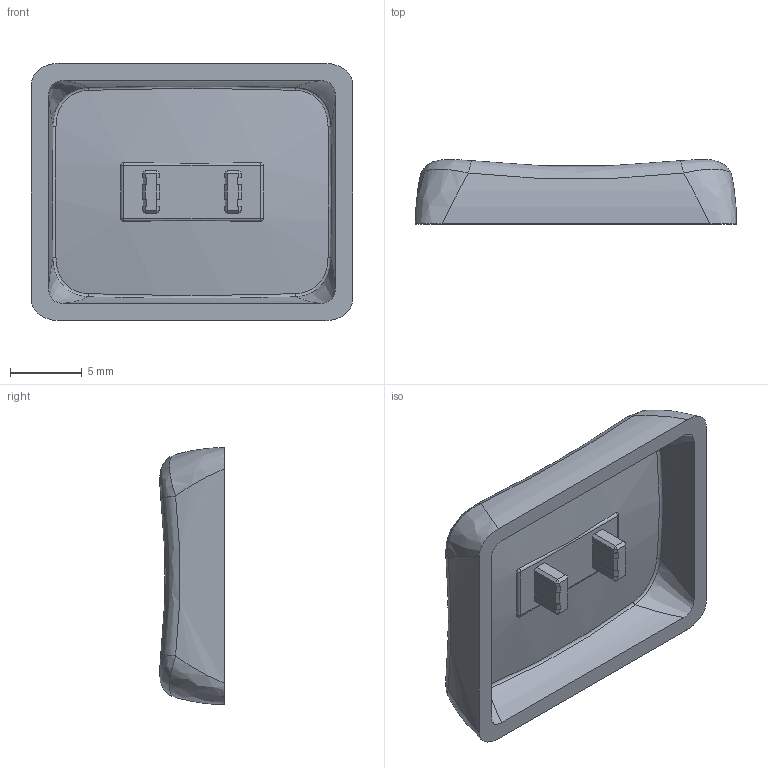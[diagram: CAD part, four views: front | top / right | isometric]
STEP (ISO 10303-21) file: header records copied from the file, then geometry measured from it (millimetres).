
FILE_DESCRIPTION(/* description */ (''),/* implementation_level */ '2;1');
FILE_NAME(/* name */ '1_25u.step',/* time_stamp */ '2022-10-28T15:27:15+03:00',/* author */ (''),/* organization */ (''),/* preprocessor_version */ 'ST-DEVELOPER v19.2',/* originating_system */ 'Autodesk Translation Framework v11.17.0.187',/* authorisation */ '');
FILE_SCHEMA (('AUTOMOTIVE_DESIGN { 1 0 10303 214 3 1 1 }'));
Length unit declared in the file: millimetre
Products named in the file (1): 1_25u-sprue
Bounding box: 22.38 x 4.48 x 17.9 mm (x, y, z)
Volume: 703.3 mm3; surface area: 1257.2 mm2
Topology: 1 solids, 1 shells, 138 faces, 364 edges, 232 vertices
Faces by surface type: plane 92, bspline 30, cylinder 12, sphere 4
Entity records: 5705 total; most frequent: CARTESIAN_POINT 2520, ORIENTED_EDGE 728, DIRECTION 516, EDGE_CURVE 364, LINE 242, VECTOR 242, VERTEX_POINT 232, EDGE_LOOP 142
